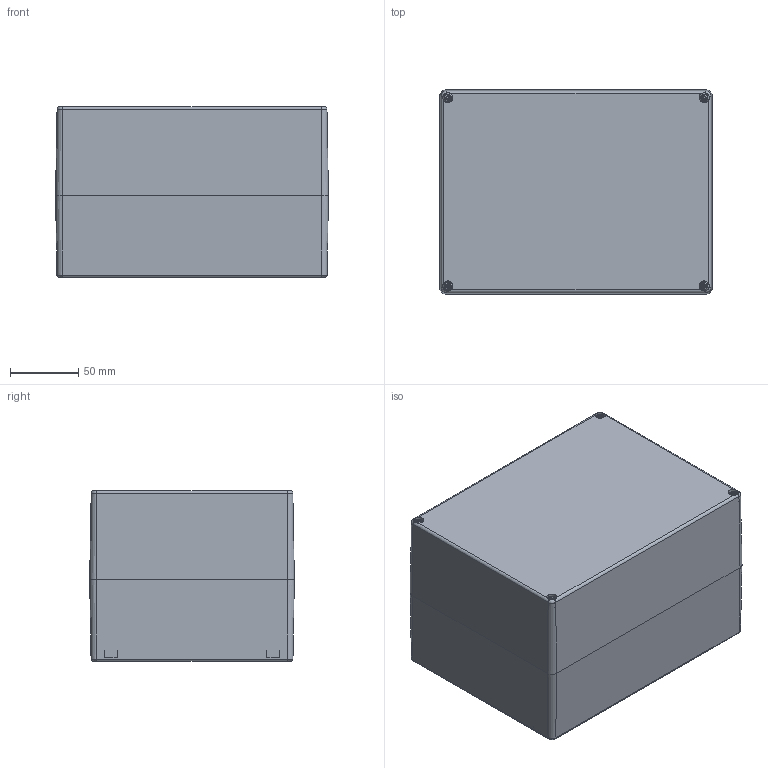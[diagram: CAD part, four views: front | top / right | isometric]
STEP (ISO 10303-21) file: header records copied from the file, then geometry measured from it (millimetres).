
FILE_DESCRIPTION (( 'STEP AP214' ), '1' );
FILE_NAME ('BBCC201513W.STEP', '2019-07-09T17:28:34', ( '' ), ( '' ), 'SwSTEP 2.0', 'SolidWorks 2018', '' );
FILE_SCHEMA (( 'AUTOMOTIVE_DESIGN' ));
Length unit declared in the file: inch
Products named in the file (1): BBCC201513W
Bounding box: 200 x 150 x 125 mm (x, y, z)
Volume: 559945.9 mm3; surface area: 324201.3 mm2
Topology: 11 solids, 11 shells, 1748 faces, 4287 edges, 2607 vertices
Faces by surface type: plane 652, cylinder 428, cone 401, bspline 263, torus 4
Full cylindrical faces by diameter (mm): 3.242 x4, 3.3 x4, 4 x4, 4.4 x4, 4.5 x4, 4.8 x4, 5 x4, 5.1 x4, 6.8 x4, 7 x4, 7.4 x8
Entity records: 63680 total; most frequent: CARTESIAN_POINT 26011, ORIENTED_EDGE 8034, DIRECTION 7384, EDGE_CURVE 4017, AXIS2_PLACEMENT_3D 2992, VERTEX_POINT 2505, EDGE_LOOP 1996, FACE_OUTER_BOUND 1855
